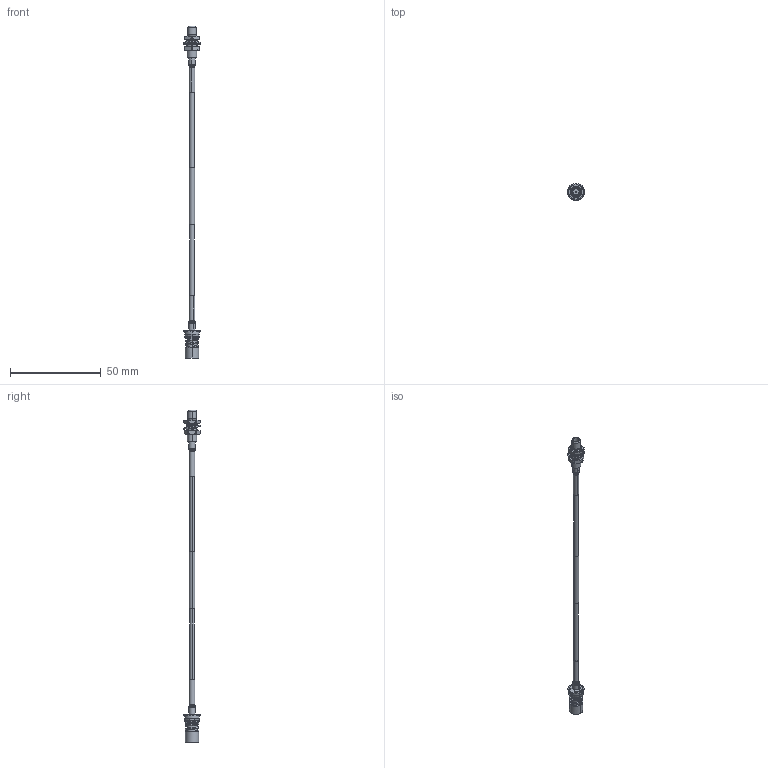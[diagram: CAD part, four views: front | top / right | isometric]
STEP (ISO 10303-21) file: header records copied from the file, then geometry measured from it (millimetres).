
FILE_DESCRIPTION (( 'STEP AP214' ), '1' );
FILE_NAME ('FMCA1565_3D.step', '2025-01-24T00:13:38', ( '' ), ( '' ), 'SwSTEP 2.0', 'SolidWorks 2022', '' );
FILE_SCHEMA (( 'AUTOMOTIVE_DESIGN' ));
Length unit declared in the file: inch
Products named in the file (9): FMCN1201; Copy of .250 Washer 2^FMCN1201; Heat Shrink_FMCA1565; FMCN1201-MA1_FMCN1201_Part; Copy of .250 Nut^FMCN1201; FMCA1565_3D; FM-SR086TBJ; FMCN1209; Copy of Heat Shrink^FMCA1565
Assembly tree (8 placements, depth 3):
  FMCA1565_3D
    FM-SR086TBJ
    FMCN1201
      FMCN1201-MA1_FMCN1201_Part
      Copy of .250 Nut^FMCN1201
      Copy of .250 Washer 2^FMCN1201
    FMCN1209
    Copy of Heat Shrink^FMCA1565
    Heat Shrink_FMCA1565
Bounding box: 9.36 x 9.32 x 182.95 mm (x, y, z)
Volume: 1939.9 mm3; surface area: 3839.6 mm2
Topology: 8 solids, 8 shells, 564 faces, 1434 edges, 917 vertices
Faces by surface type: cylinder 152, torus 128, cone 125, plane 116, bspline 43
Entity records: 20307 total; most frequent: CARTESIAN_POINT 6673, ORIENTED_EDGE 2868, DIRECTION 2594, EDGE_CURVE 1434, AXIS2_PLACEMENT_3D 1094, VERTEX_POINT 917, EDGE_LOOP 635, FACE_OUTER_BOUND 564
